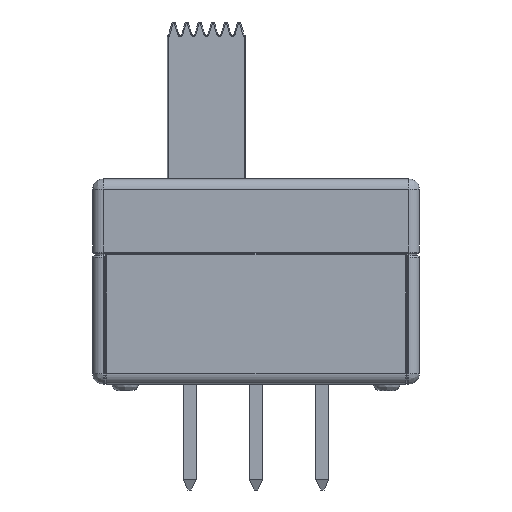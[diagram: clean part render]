
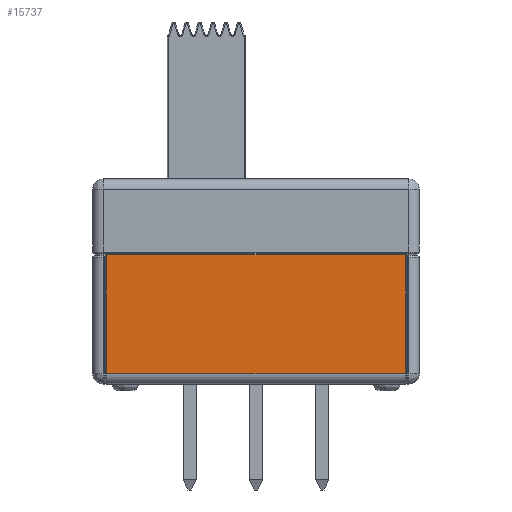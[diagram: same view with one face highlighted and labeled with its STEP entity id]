
A CAD part, front view. The second image highlights one B-rep face of the part: STEP entity #15737.
In plain terms, the highlighted planar face has unit normal (0, -1, 0).
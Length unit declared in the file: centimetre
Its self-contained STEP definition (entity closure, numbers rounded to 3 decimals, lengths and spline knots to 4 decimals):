
#567 = ORIENTED_EDGE ( 'NONE', *, *, #16165, .F. ) ;
#698 = CARTESIAN_POINT ( 'NONE',  ( 0., -0.375, 0.065 ) ) ;
#846 = VERTEX_POINT ( 'NONE', #4829 ) ;
#1185 = VECTOR ( 'NONE', #1710, 100. ) ;
#1710 = DIRECTION ( 'NONE',  ( -1., 0., 0. ) ) ;
#4130 = ORIENTED_EDGE ( 'NONE', *, *, #17729, .T. ) ;
#4420 = VERTEX_POINT ( 'NONE', #18398 ) ;
#4556 = CARTESIAN_POINT ( 'NONE',  ( 0.57, -0.375, 0.065 ) ) ;
#4829 = CARTESIAN_POINT ( 'NONE',  ( 0.57, -0.375, 0.52 ) ) ;
#5227 = VERTEX_POINT ( 'NONE', #11343 ) ;
#5278 = CARTESIAN_POINT ( 'NONE',  ( 0., -0.375, 0.525 ) ) ;
#5738 = ORIENTED_EDGE ( 'NONE', *, *, #12528, .T. ) ;
#6312 = DIRECTION ( 'NONE',  ( 0., 0., 1. ) ) ;
#6716 = DIRECTION ( 'NONE',  ( 0., 0., -1. ) ) ;
#6746 = DIRECTION ( 'NONE',  ( 0., 0., -1. ) ) ;
#7894 = CARTESIAN_POINT ( 'NONE',  ( 0.57, -0.375, 0.525 ) ) ;
#7908 = DIRECTION ( 'NONE',  ( -1., 0., 0. ) ) ;
#8444 = VECTOR ( 'NONE', #7908, 100. ) ;
#9313 = AXIS2_PLACEMENT_3D ( 'NONE', #5278, #15463, #6716 ) ;
#10280 = LINE ( 'NONE', #698, #8444 ) ;
#10363 = EDGE_CURVE ( 'NONE', #846, #4420, #12308, .T. ) ;
#10392 = CARTESIAN_POINT ( 'NONE',  ( 0., -0.375, 0.52 ) ) ;
#10697 = ORIENTED_EDGE ( 'NONE', *, *, #10363, .T. ) ;
#11343 = CARTESIAN_POINT ( 'NONE',  ( -0.57, -0.375, 0.065 ) ) ;
#11438 = VECTOR ( 'NONE', #6746, 100. ) ;
#11772 = FACE_OUTER_BOUND ( 'NONE', #13133, .T. ) ;
#12308 = LINE ( 'NONE', #10392, #1185 ) ;
#12528 = EDGE_CURVE ( 'NONE', #4420, #5227, #15324, .T. ) ;
#13133 = EDGE_LOOP ( 'NONE', ( #4130, #10697, #5738, #567 ) ) ;
#13387 = VECTOR ( 'NONE', #6312, 100. ) ;
#15324 = LINE ( 'NONE', #15425, #11438 ) ;
#15425 = CARTESIAN_POINT ( 'NONE',  ( -0.57, -0.375, 0.525 ) ) ;
#15463 = DIRECTION ( 'NONE',  ( 0., -1., 0. ) ) ;
#15737 = ADVANCED_FACE ( 'NONE', ( #11772 ), #18256, .T. ) ;
#16165 = EDGE_CURVE ( 'NONE', #17558, #5227, #10280, .T. ) ;
#17235 = LINE ( 'NONE', #7894, #13387 ) ;
#17558 = VERTEX_POINT ( 'NONE', #4556 ) ;
#17729 = EDGE_CURVE ( 'NONE', #17558, #846, #17235, .T. ) ;
#18256 = PLANE ( 'NONE',  #9313 ) ;
#18398 = CARTESIAN_POINT ( 'NONE',  ( -0.57, -0.375, 0.52 ) ) ;
